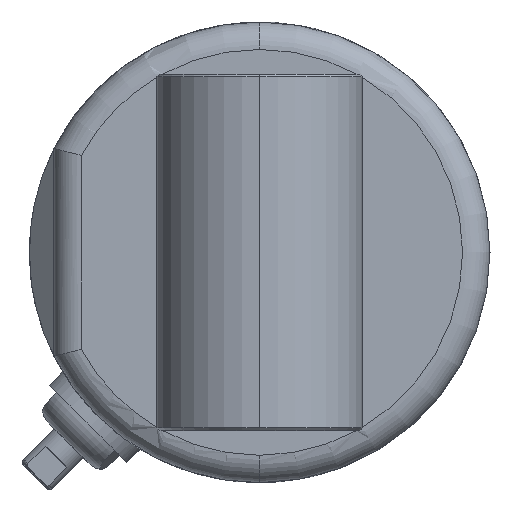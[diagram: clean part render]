
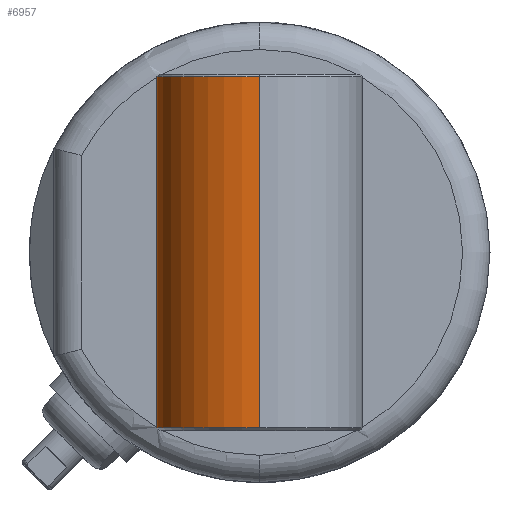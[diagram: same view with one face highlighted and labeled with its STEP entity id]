
A CAD part, left-side view. The second image highlights one B-rep face of the part: STEP entity #6957.
In plain terms, the highlighted cylindrical face has radius 7.5 mm (diameter 15 mm), a partial arc.
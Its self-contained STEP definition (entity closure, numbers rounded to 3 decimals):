
#21 = EDGE_CURVE ( 'NONE', #3976, #32863, #31619, .T. ) ;
#217 = DIRECTION ( 'NONE',  ( -1., 0., 0. ) ) ;
#399 = CYLINDRICAL_SURFACE ( 'NONE', #25663, 7.5 ) ;
#3976 = VERTEX_POINT ( 'NONE', #14299 ) ;
#4006 = ORIENTED_EDGE ( 'NONE', *, *, #21, .T. ) ;
#4129 = CARTESIAN_POINT ( 'NONE',  ( -63.5, 0., -12.8 ) ) ;
#4457 = ORIENTED_EDGE ( 'NONE', *, *, #23652, .T. ) ;
#5527 = DIRECTION ( 'NONE',  ( 0., 0., -1. ) ) ;
#6957 = ADVANCED_FACE ( 'NONE', ( #26119 ), #399, .T. ) ;
#7420 = AXIS2_PLACEMENT_3D ( 'NONE', #10135, #28487, #8396 ) ;
#8282 = VECTOR ( 'NONE', #8871, 1000. ) ;
#8396 = DIRECTION ( 'NONE',  ( 1., 0., 0. ) ) ;
#8871 = DIRECTION ( 'NONE',  ( 0., 0., -1. ) ) ;
#9423 = VERTEX_POINT ( 'NONE', #36931 ) ;
#10135 = CARTESIAN_POINT ( 'NONE',  ( -56., 0., 12.8 ) ) ;
#14299 = CARTESIAN_POINT ( 'NONE',  ( -56., 7.5, 12.8 ) ) ;
#14324 = CARTESIAN_POINT ( 'NONE',  ( -63.5, 0., 13. ) ) ;
#14397 = DIRECTION ( 'NONE',  ( 0., 0., 1. ) ) ;
#15737 = VECTOR ( 'NONE', #5527, 1000. ) ;
#17250 = CARTESIAN_POINT ( 'NONE',  ( -56., 0., -12.8 ) ) ;
#17303 = CARTESIAN_POINT ( 'NONE',  ( -56., 0., 13. ) ) ;
#18156 = CIRCLE ( 'NONE', #30768, 7.5 ) ;
#19709 = DIRECTION ( 'NONE',  ( 1., 0., 0. ) ) ;
#21383 = ORIENTED_EDGE ( 'NONE', *, *, #25772, .T. ) ;
#23406 = ORIENTED_EDGE ( 'NONE', *, *, #35295, .F. ) ;
#23652 = EDGE_CURVE ( 'NONE', #32863, #24856, #18156, .T. ) ;
#24856 = VERTEX_POINT ( 'NONE', #4129 ) ;
#25069 = CARTESIAN_POINT ( 'NONE',  ( -56., 7.5, 13. ) ) ;
#25663 = AXIS2_PLACEMENT_3D ( 'NONE', #17303, #28749, #217 ) ;
#25772 = EDGE_CURVE ( 'NONE', #9423, #3976, #31449, .T. ) ;
#26119 = FACE_OUTER_BOUND ( 'NONE', #27693, .T. ) ;
#27693 = EDGE_LOOP ( 'NONE', ( #23406, #21383, #4006, #4457 ) ) ;
#28487 = DIRECTION ( 'NONE',  ( 0., 0., -1. ) ) ;
#28749 = DIRECTION ( 'NONE',  ( 0., 0., -1. ) ) ;
#30053 = CARTESIAN_POINT ( 'NONE',  ( -56., 7.5, -12.8 ) ) ;
#30768 = AXIS2_PLACEMENT_3D ( 'NONE', #17250, #14397, #19709 ) ;
#31449 = CIRCLE ( 'NONE', #7420, 7.5 ) ;
#31619 = LINE ( 'NONE', #25069, #8282 ) ;
#32863 = VERTEX_POINT ( 'NONE', #30053 ) ;
#35295 = EDGE_CURVE ( 'NONE', #9423, #24856, #36906, .T. ) ;
#36906 = LINE ( 'NONE', #14324, #15737 ) ;
#36931 = CARTESIAN_POINT ( 'NONE',  ( -63.5, 0., 12.8 ) ) ;
